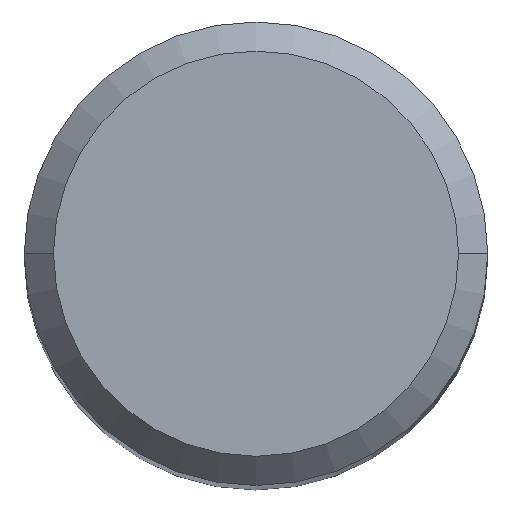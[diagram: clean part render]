
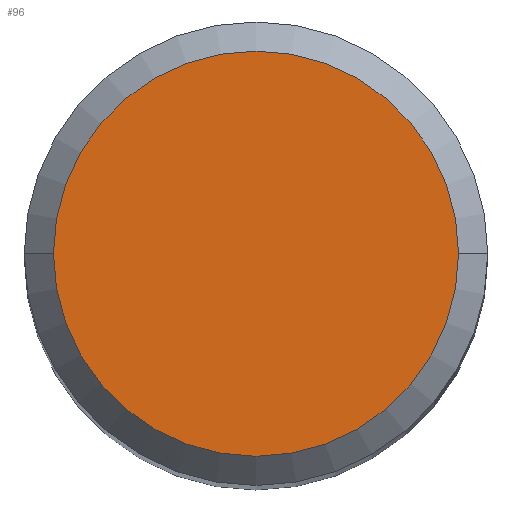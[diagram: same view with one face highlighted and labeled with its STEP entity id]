
A CAD part, top view. The second image highlights one B-rep face of the part: STEP entity #96.
In plain terms, the highlighted planar face has unit normal (0, 0, 1).
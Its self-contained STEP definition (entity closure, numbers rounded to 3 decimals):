
#65=PLANE('',#583);
#96=ADVANCED_FACE('',(#133),#65,.T.);
#133=FACE_OUTER_BOUND('',#166,.T.);
#166=EDGE_LOOP('',(#319,#320));
#203=CIRCLE('',#579,6.938);
#204=CIRCLE('',#581,6.938);
#319=ORIENTED_EDGE('',*,*,#409,.T.);
#320=ORIENTED_EDGE('',*,*,#411,.F.);
#352=VERTEX_POINT('',#889);
#353=VERTEX_POINT('',#891);
#409=EDGE_CURVE('',#353,#352,#203,.T.);
#411=EDGE_CURVE('',#353,#352,#204,.T.);
#579=AXIS2_PLACEMENT_3D('',#890,#753,#754);
#581=AXIS2_PLACEMENT_3D('',#894,#758,#759);
#583=AXIS2_PLACEMENT_3D('',#896,#762,#763);
#753=DIRECTION('',(0.,0.,1.));
#754=DIRECTION('',(-1.,0.,0.));
#758=DIRECTION('',(0.,0.,-1.));
#759=DIRECTION('',(-1.,0.,0.));
#762=DIRECTION('',(0.,0.,1.));
#763=DIRECTION('',(1.,0.,0.));
#889=CARTESIAN_POINT('',(6.938,0.,0.));
#890=CARTESIAN_POINT('',(0.,0.,0.));
#891=CARTESIAN_POINT('',(-6.938,0.,0.));
#894=CARTESIAN_POINT('',(0.,0.,0.));
#896=CARTESIAN_POINT('',(0.,0.,0.));
